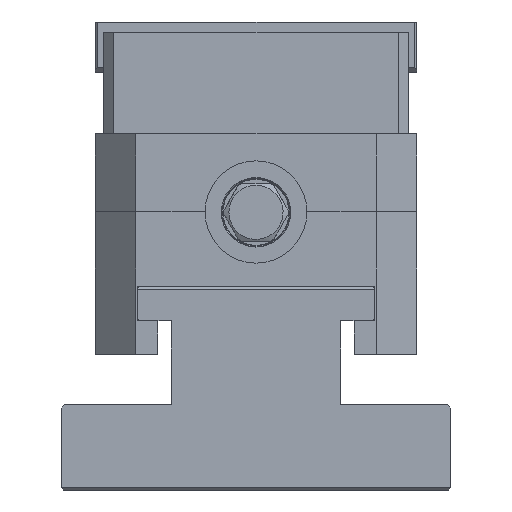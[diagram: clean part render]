
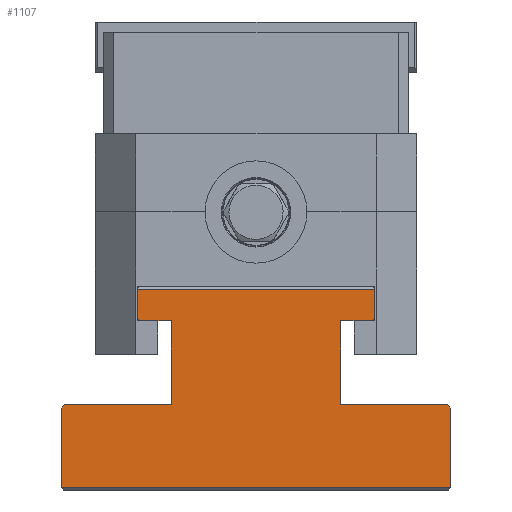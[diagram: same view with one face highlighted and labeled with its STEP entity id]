
A CAD part, left-side view. The second image highlights one B-rep face of the part: STEP entity #1107.
In plain terms, the highlighted planar face has unit normal (-1, 0, 0).
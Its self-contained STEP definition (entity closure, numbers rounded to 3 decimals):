
#720=FACE_OUTER_BOUND('',#4681,.T.);
#1107=ADVANCED_FACE('',(#720),#1799,.T.);
#1799=PLANE('',#11665);
#2158=LINE('',#16130,#3074);
#2164=LINE('',#16144,#3080);
#2170=LINE('',#16157,#3086);
#2186=LINE('',#16196,#3102);
#2187=LINE('',#16199,#3103);
#2188=LINE('',#16200,#3104);
#2189=LINE('',#16201,#3105);
#2190=LINE('',#16203,#3106);
#2191=LINE('',#16205,#3107);
#2192=LINE('',#16207,#3108);
#2193=LINE('',#16209,#3109);
#2194=LINE('',#16210,#3110);
#2195=LINE('',#16212,#3111);
#2196=LINE('',#16214,#3112);
#2197=LINE('',#16216,#3113);
#2198=LINE('',#16218,#3114);
#3074=VECTOR('',#12852,1.);
#3080=VECTOR('',#12860,1.);
#3086=VECTOR('',#12870,1.);
#3102=VECTOR('',#12896,1.);
#3103=VECTOR('',#12897,1.);
#3104=VECTOR('',#12898,1.);
#3105=VECTOR('',#12899,1.);
#3106=VECTOR('',#12900,1.);
#3107=VECTOR('',#12901,1.);
#3108=VECTOR('',#12902,1.);
#3109=VECTOR('',#12903,1.);
#3110=VECTOR('',#12904,1.);
#3111=VECTOR('',#12905,1.);
#3112=VECTOR('',#12906,1.);
#3113=VECTOR('',#12907,1.);
#3114=VECTOR('',#12908,1.);
#4681=EDGE_LOOP('',(#5751,#5752,#5753,#5754,#5755,#5756,#5757,#5758,#5759,
#5760,#5761,#5762,#5763,#5764,#5765,#5766));
#5751=ORIENTED_EDGE('',*,*,#9757,.T.);
#5752=ORIENTED_EDGE('',*,*,#9758,.T.);
#5753=ORIENTED_EDGE('',*,*,#9727,.F.);
#5754=ORIENTED_EDGE('',*,*,#9759,.T.);
#5755=ORIENTED_EDGE('',*,*,#9733,.T.);
#5756=ORIENTED_EDGE('',*,*,#9760,.T.);
#5757=ORIENTED_EDGE('',*,*,#9761,.F.);
#5758=ORIENTED_EDGE('',*,*,#9762,.F.);
#5759=ORIENTED_EDGE('',*,*,#9763,.F.);
#5760=ORIENTED_EDGE('',*,*,#9764,.T.);
#5761=ORIENTED_EDGE('',*,*,#9739,.T.);
#5762=ORIENTED_EDGE('',*,*,#9765,.T.);
#5763=ORIENTED_EDGE('',*,*,#9766,.F.);
#5764=ORIENTED_EDGE('',*,*,#9767,.T.);
#5765=ORIENTED_EDGE('',*,*,#9768,.T.);
#5766=ORIENTED_EDGE('',*,*,#9769,.T.);
#8629=VERTEX_POINT('',#16131);
#8630=VERTEX_POINT('',#16132);
#8635=VERTEX_POINT('',#16143);
#8636=VERTEX_POINT('',#16145);
#8641=VERTEX_POINT('',#16158);
#8642=VERTEX_POINT('',#16159);
#8659=VERTEX_POINT('',#16197);
#8660=VERTEX_POINT('',#16198);
#8661=VERTEX_POINT('',#16202);
#8662=VERTEX_POINT('',#16204);
#8663=VERTEX_POINT('',#16206);
#8664=VERTEX_POINT('',#16208);
#8665=VERTEX_POINT('',#16211);
#8666=VERTEX_POINT('',#16213);
#8667=VERTEX_POINT('',#16215);
#8668=VERTEX_POINT('',#16217);
#9727=EDGE_CURVE('',#8629,#8630,#2158,.T.);
#9733=EDGE_CURVE('',#8636,#8635,#2164,.T.);
#9739=EDGE_CURVE('',#8641,#8642,#2170,.T.);
#9757=EDGE_CURVE('',#8659,#8660,#2186,.T.);
#9758=EDGE_CURVE('',#8660,#8630,#2187,.T.);
#9759=EDGE_CURVE('',#8629,#8636,#2188,.T.);
#9760=EDGE_CURVE('',#8635,#8661,#2189,.T.);
#9761=EDGE_CURVE('',#8662,#8661,#2190,.T.);
#9762=EDGE_CURVE('',#8663,#8662,#2191,.T.);
#9763=EDGE_CURVE('',#8664,#8663,#2192,.T.);
#9764=EDGE_CURVE('',#8664,#8641,#2193,.T.);
#9765=EDGE_CURVE('',#8642,#8665,#2194,.T.);
#9766=EDGE_CURVE('',#8666,#8665,#2195,.T.);
#9767=EDGE_CURVE('',#8666,#8667,#2196,.T.);
#9768=EDGE_CURVE('',#8667,#8668,#2197,.T.);
#9769=EDGE_CURVE('',#8668,#8659,#2198,.T.);
#11665=AXIS2_PLACEMENT_3D('',#16219,#12909,#12910);
#12852=DIRECTION('',(0.,0.,1.));
#12860=DIRECTION('',(0.,0.,1.));
#12870=DIRECTION('',(0.,0.,1.));
#12896=DIRECTION('',(0.,1.,0.));
#12897=DIRECTION('',(0.,0.707,-0.707));
#12898=DIRECTION('',(0.,-1.,0.));
#12899=DIRECTION('',(0.,0.707,0.707));
#12900=DIRECTION('',(0.,-1.,0.));
#12901=DIRECTION('',(0.,0.,-1.));
#12902=DIRECTION('',(0.,1.,0.));
#12903=DIRECTION('',(0.,-0.707,0.707));
#12904=DIRECTION('',(0.,1.,0.));
#12905=DIRECTION('',(0.,0.,1.));
#12906=DIRECTION('',(0.,-0.707,-0.707));
#12907=DIRECTION('',(0.,-1.,0.));
#12908=DIRECTION('',(0.,0.,-1.));
#12909=DIRECTION('',(-1.,0.,0.));
#12910=DIRECTION('',(0.,0.,1.));
#16130=CARTESIAN_POINT('',(187.278,100.,-35.4));
#16131=CARTESIAN_POINT('',(187.278,100.,-34.4));
#16132=CARTESIAN_POINT('',(187.278,100.,-11.));
#16143=CARTESIAN_POINT('',(187.278,-15.,-11.));
#16144=CARTESIAN_POINT('',(187.278,-15.,-35.4));
#16145=CARTESIAN_POINT('',(187.278,-15.,-34.4));
#16157=CARTESIAN_POINT('',(187.278,7.5,-35.4));
#16158=CARTESIAN_POINT('',(187.278,7.5,15.4));
#16159=CARTESIAN_POINT('',(187.278,7.5,24.));
#16196=CARTESIAN_POINT('',(187.278,42.5,-10.));
#16197=CARTESIAN_POINT('',(187.278,67.5,-10.));
#16198=CARTESIAN_POINT('',(187.278,99.,-10.));
#16199=CARTESIAN_POINT('',(187.278,83.45,5.55));
#16200=CARTESIAN_POINT('',(187.278,42.5,-34.4));
#16201=CARTESIAN_POINT('',(187.278,1.55,5.55));
#16202=CARTESIAN_POINT('',(187.278,-14.,-10.));
#16203=CARTESIAN_POINT('',(187.278,42.5,-10.));
#16204=CARTESIAN_POINT('',(187.278,17.5,-10.));
#16205=CARTESIAN_POINT('',(187.278,17.5,-35.4));
#16206=CARTESIAN_POINT('',(187.278,17.5,14.8));
#16207=CARTESIAN_POINT('',(187.278,42.5,14.8));
#16208=CARTESIAN_POINT('',(187.278,8.1,14.8));
#16209=CARTESIAN_POINT('',(187.278,50.4,-27.5));
#16210=CARTESIAN_POINT('',(187.278,42.5,24.));
#16211=CARTESIAN_POINT('',(187.278,77.5,24.));
#16212=CARTESIAN_POINT('',(187.278,77.5,-35.4));
#16213=CARTESIAN_POINT('',(187.278,77.5,15.4));
#16214=CARTESIAN_POINT('',(187.278,34.6,-27.5));
#16215=CARTESIAN_POINT('',(187.278,76.9,14.8));
#16216=CARTESIAN_POINT('',(187.278,87.5,14.8));
#16217=CARTESIAN_POINT('',(187.278,67.5,14.8));
#16218=CARTESIAN_POINT('',(187.278,67.5,-35.4));
#16219=CARTESIAN_POINT('',(187.278,42.5,-35.4));
